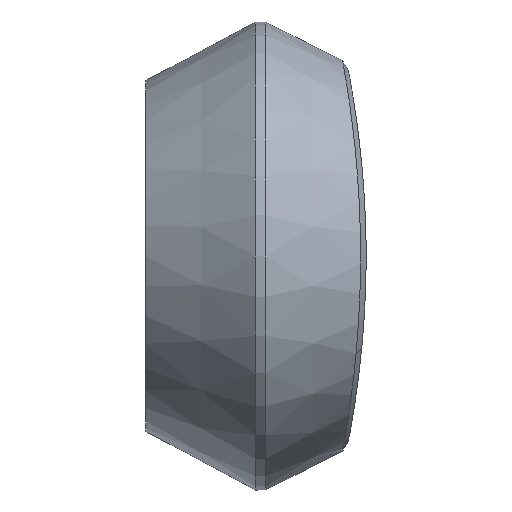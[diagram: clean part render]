
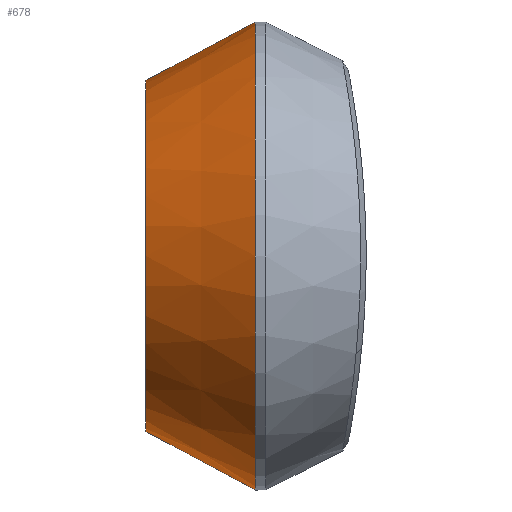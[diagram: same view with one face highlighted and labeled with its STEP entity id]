
A CAD part, left-side view. The second image highlights one B-rep face of the part: STEP entity #678.
In plain terms, the highlighted conical face has half-angle 28.169 degrees and reference radius 33.027 mm.
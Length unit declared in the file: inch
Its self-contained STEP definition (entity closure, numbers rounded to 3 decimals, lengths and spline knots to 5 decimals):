
#33 = CARTESIAN_POINT ( 'NONE',  ( 0., 7.875, 0. ) ) ;
#47 = CARTESIAN_POINT ( 'NONE',  ( 0., 7.06432, -1.73438 ) ) ;
#59 = EDGE_CURVE ( 'NONE', #763, #948, #511, .T. ) ;
#94 = ORIENTED_EDGE ( 'NONE', *, *, #428, .F. ) ;
#100 = CARTESIAN_POINT ( 'NONE',  ( 0., 7.06432, 0. ) ) ;
#142 = AXIS2_PLACEMENT_3D ( 'NONE', #100, #631, #740 ) ;
#210 = CARTESIAN_POINT ( 'NONE',  ( 0., 7.875, -1.30027 ) ) ;
#264 = VECTOR ( 'NONE', #1134, 39.37008 ) ;
#341 = DIRECTION ( 'NONE',  ( 0., 0., -1. ) ) ;
#345 = DIRECTION ( 'NONE',  ( 0., 0., -1. ) ) ;
#428 = EDGE_CURVE ( 'NONE', #763, #758, #532, .T. ) ;
#433 = DIRECTION ( 'NONE',  ( 0., -0.882, 0.472 ) ) ;
#444 = DIRECTION ( 'NONE',  ( 0., -1., 0. ) ) ;
#458 = ORIENTED_EDGE ( 'NONE', *, *, #1106, .F. ) ;
#511 = CIRCLE ( 'NONE', #1266, 1.30027 ) ;
#532 = LINE ( 'NONE', #657, #1288 ) ;
#542 = AXIS2_PLACEMENT_3D ( 'NONE', #643, #444, #341 ) ;
#550 = ORIENTED_EDGE ( 'NONE', *, *, #1269, .T. ) ;
#607 = CONICAL_SURFACE ( 'NONE', #542, 1.30027, 0.492 ) ;
#631 = DIRECTION ( 'NONE',  ( 0., -1., 0. ) ) ;
#643 = CARTESIAN_POINT ( 'NONE',  ( 0., 7.875, 0. ) ) ;
#657 = CARTESIAN_POINT ( 'NONE',  ( 0., 7.875, 1.30027 ) ) ;
#670 = CARTESIAN_POINT ( 'NONE',  ( 0., 7.875, -1.30027 ) ) ;
#675 = CARTESIAN_POINT ( 'NONE',  ( 0., 7.875, 1.30027 ) ) ;
#678 = ADVANCED_FACE ( 'NONE', ( #730 ), #607, .T. ) ;
#682 = CARTESIAN_POINT ( 'NONE',  ( 0., 7.06432, 1.73438 ) ) ;
#730 = FACE_OUTER_BOUND ( 'NONE', #766, .T. ) ;
#740 = DIRECTION ( 'NONE',  ( 0., 0., -1. ) ) ;
#758 = VERTEX_POINT ( 'NONE', #682 ) ;
#763 = VERTEX_POINT ( 'NONE', #675 ) ;
#766 = EDGE_LOOP ( 'NONE', ( #94, #1161, #550, #458 ) ) ;
#941 = VERTEX_POINT ( 'NONE', #47 ) ;
#948 = VERTEX_POINT ( 'NONE', #670 ) ;
#1058 = DIRECTION ( 'NONE',  ( 0., -1., 0. ) ) ;
#1106 = EDGE_CURVE ( 'NONE', #758, #941, #1297, .T. ) ;
#1134 = DIRECTION ( 'NONE',  ( 0., -0.882, -0.472 ) ) ;
#1161 = ORIENTED_EDGE ( 'NONE', *, *, #59, .T. ) ;
#1225 = LINE ( 'NONE', #210, #264 ) ;
#1266 = AXIS2_PLACEMENT_3D ( 'NONE', #33, #1058, #345 ) ;
#1269 = EDGE_CURVE ( 'NONE', #948, #941, #1225, .T. ) ;
#1288 = VECTOR ( 'NONE', #433, 39.37008 ) ;
#1297 = CIRCLE ( 'NONE', #142, 1.73438 ) ;
